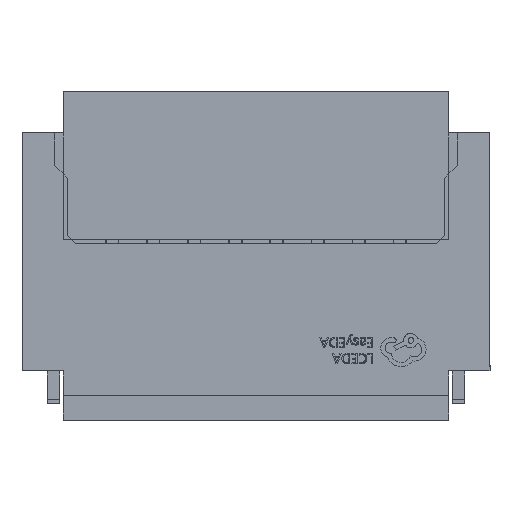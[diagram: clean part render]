
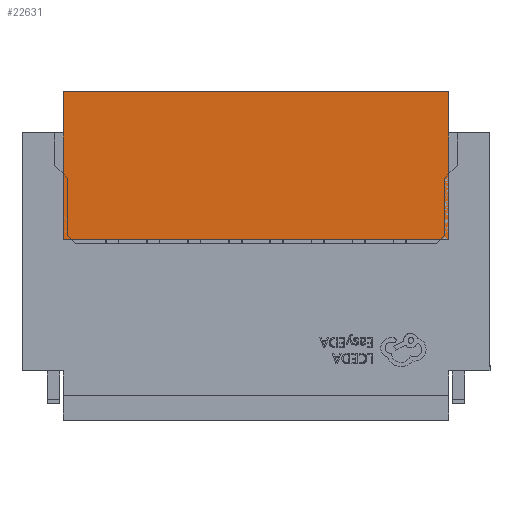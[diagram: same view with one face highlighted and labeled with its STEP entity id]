
A CAD part, top view. The second image highlights one B-rep face of the part: STEP entity #22631.
In plain terms, the highlighted planar face has unit normal (0, 0, 1).
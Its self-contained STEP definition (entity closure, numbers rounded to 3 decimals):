
#659 = AXIS2_PLACEMENT_3D ( 'NONE', #809, #5413, #3420 ) ;
#809 = CARTESIAN_POINT ( 'NONE',  ( -2.35, 0.199, 1. ) ) ;
#2291 = EDGE_CURVE ( 'NONE', #22316, #18282, #28951, .T. ) ;
#2375 = LINE ( 'NONE', #25742, #8681 ) ;
#2755 = LINE ( 'NONE', #8329, #16426 ) ;
#3113 = FACE_OUTER_BOUND ( 'NONE', #16416, .T. ) ;
#3420 = DIRECTION ( 'NONE',  ( -1., 0., 0. ) ) ;
#3769 = DIRECTION ( 'NONE',  ( 0., -1., 0. ) ) ;
#5234 = VECTOR ( 'NONE', #7256, 1000. ) ;
#5413 = DIRECTION ( 'NONE',  ( 0., 0., 1. ) ) ;
#5826 = EDGE_CURVE ( 'NONE', #23373, #18282, #2375, .T. ) ;
#6240 = EDGE_CURVE ( 'NONE', #10618, #23373, #26209, .T. ) ;
#6567 = ORIENTED_EDGE ( 'NONE', *, *, #2291, .T. ) ;
#6656 = ORIENTED_EDGE ( 'NONE', *, *, #18473, .T. ) ;
#7256 = DIRECTION ( 'NONE',  ( 1., 0., 0. ) ) ;
#8329 = CARTESIAN_POINT ( 'NONE',  ( -2.35, 0.199, 1. ) ) ;
#8681 = VECTOR ( 'NONE', #28209, 1000. ) ;
#10618 = VERTEX_POINT ( 'NONE', #12989 ) ;
#12989 = CARTESIAN_POINT ( 'NONE',  ( -2.35, 2., 1. ) ) ;
#15398 = VECTOR ( 'NONE', #28810, 1000. ) ;
#15430 = ORIENTED_EDGE ( 'NONE', *, *, #6240, .F. ) ;
#16186 = CARTESIAN_POINT ( 'NONE',  ( -2.35, 0.199, 1. ) ) ;
#16416 = EDGE_LOOP ( 'NONE', ( #6567, #25503, #15430, #6656 ) ) ;
#16426 = VECTOR ( 'NONE', #3769, 1000. ) ;
#18282 = VERTEX_POINT ( 'NONE', #29253 ) ;
#18473 = EDGE_CURVE ( 'NONE', #10618, #22316, #2755, .T. ) ;
#19024 = CARTESIAN_POINT ( 'NONE',  ( -2.35, 2., 1. ) ) ;
#22316 = VERTEX_POINT ( 'NONE', #16186 ) ;
#22631 = ADVANCED_FACE ( 'NONE', ( #3113 ), #26491, .T. ) ;
#23373 = VERTEX_POINT ( 'NONE', #29148 ) ;
#25503 = ORIENTED_EDGE ( 'NONE', *, *, #5826, .F. ) ;
#25742 = CARTESIAN_POINT ( 'NONE',  ( 2.35, 0.199, 1. ) ) ;
#26209 = LINE ( 'NONE', #19024, #5234 ) ;
#26491 = PLANE ( 'NONE',  #659 ) ;
#28209 = DIRECTION ( 'NONE',  ( 0., -1., 0. ) ) ;
#28648 = CARTESIAN_POINT ( 'NONE',  ( -2.35, 0.199, 1. ) ) ;
#28810 = DIRECTION ( 'NONE',  ( 1., 0., 0. ) ) ;
#28951 = LINE ( 'NONE', #28648, #15398 ) ;
#29148 = CARTESIAN_POINT ( 'NONE',  ( 2.35, 2., 1. ) ) ;
#29253 = CARTESIAN_POINT ( 'NONE',  ( 2.35, 0.199, 1. ) ) ;
